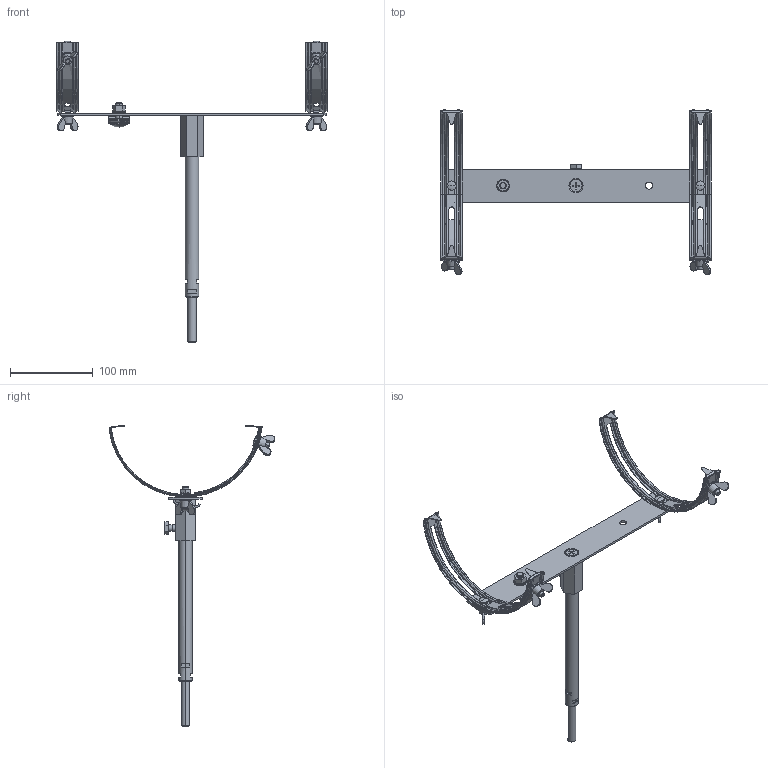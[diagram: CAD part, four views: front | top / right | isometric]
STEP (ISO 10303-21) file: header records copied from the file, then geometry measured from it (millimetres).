
FILE_DESCRIPTION(('Creo Elements/Direct Modeling STEP Export'),'2;1');
FILE_NAME('5403333.stp','2026-03-10T13:54:34',(''),(''),'Creo Elements/Direct Modeling STEP processor for AP214 (Solid Model)','Creo Elements/Direct Modeling 18.0B 02-Dec-2011 (C) Parametric Technology GmbH','');
FILE_SCHEMA(('AUTOMOTIVE_DESIGN { 1 0 10303 214 1 1 1 1 }'));
Length unit declared in the file: millimetre
Products named in the file (18): Platte; Rd10x1000; Rohr16_10.5; Schraube_M_8x12_DIN_933; Schraube_M8x16_DIN965; Sechskantbuchse; Platte_m._Fangstange; Schraube_M6x16.2; Flügelmutter_M_6_DIN_315; Federring_DIN127; Buegel; Klemmbock; Buegel.1; Sechskantmutter_DIN_934-M8_A2; Flachrundschraube_DIN_603_M8_x_25; Faecherscheibe_A8.4_DIN_6798; Fangstangenhalter
Assembly tree (21 placements, depth 3):
  Fangstangenhalter
    Faecherscheibe_A8.4_DIN_6798
    Klemmbock
    Flachrundschraube_DIN_603_M8_x_25
    Sechskantmutter_DIN_934-M8_A2
    Buegel.1  x2
      Flügelmutter_M_6_DIN_315
      Federring_DIN127
      Klemmbock
      Buegel
      Schraube_M6x16.2
    Platte_m._Fangstange
      Sechskantbuchse
      Schraube_M8x16_DIN965
      Schraube_M_8x12_DIN_933
      Rohr16_10.5
      Rd10x1000
      Platte
Bounding box: 326 x 200.11 x 363.66 mm (x, y, z)
Volume: 115044.8 mm3; surface area: 111512.2 mm2
Topology: 26 solids, 26 shells, 1051 faces, 2895 edges, 1821 vertices
Faces by surface type: plane 518, cylinder 260, bspline 118, cone 76, revolution 48, torus 16, sphere 12, extrusion 3
Entity records: 38004 total; most frequent: CARTESIAN_POINT 17229, ORIENTED_EDGE 4432, DIRECTION 3093, EDGE_CURVE 2216, VERTEX_POINT 1421, AXIS2_PLACEMENT_3D 1138, EDGE_LOOP 847, FACE_OUTER_BOUND 797
